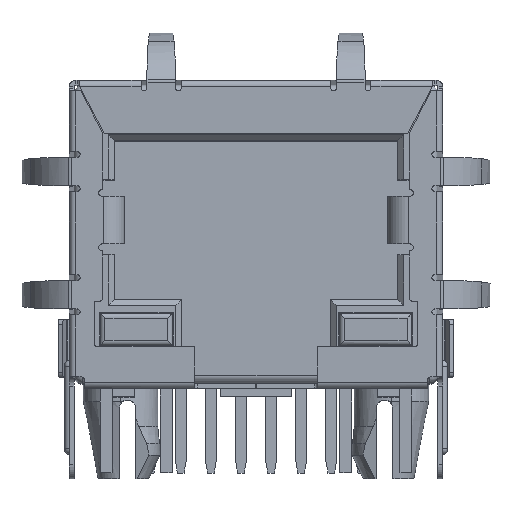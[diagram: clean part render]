
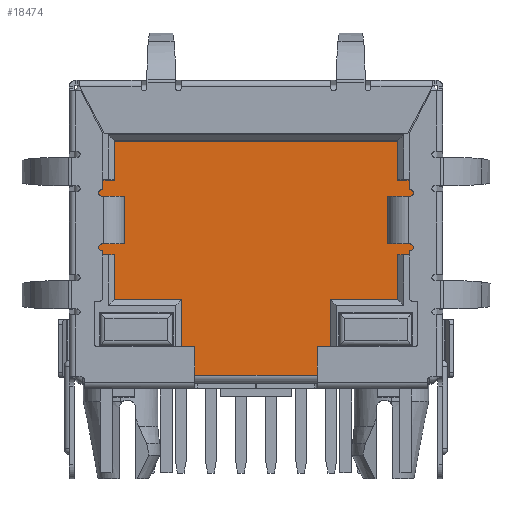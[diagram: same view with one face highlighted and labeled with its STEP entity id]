
A CAD part, top view. The second image highlights one B-rep face of the part: STEP entity #18474.
In plain terms, the highlighted planar face has unit normal (0, 0, 1).
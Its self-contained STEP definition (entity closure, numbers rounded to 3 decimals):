
#210 = LINE ( 'NONE', #15971, #17445 ) ;
#349 = EDGE_CURVE ( 'NONE', #7970, #14938, #17709, .T. ) ;
#1328 = DIRECTION ( 'NONE',  ( 1., 0., 0. ) ) ;
#1808 = EDGE_CURVE ( 'NONE', #8925, #6143, #14962, .T. ) ;
#1942 = CARTESIAN_POINT ( 'NONE',  ( -3.139, -2.575, -15.2 ) ) ;
#2457 = EDGE_CURVE ( 'NONE', #8200, #15983, #19826, .T. ) ;
#2499 = PLANE ( 'NONE',  #9214 ) ;
#2555 = ORIENTED_EDGE ( 'NONE', *, *, #7670, .T. ) ;
#2737 = CARTESIAN_POINT ( 'NONE',  ( -5.975, 2.488, -15.2 ) ) ;
#2791 = CARTESIAN_POINT ( 'NONE',  ( 5.975, -2.575, -15.2 ) ) ;
#2933 = CARTESIAN_POINT ( 'NONE',  ( -3.139, -5.775, -15.2 ) ) ;
#2948 = EDGE_CURVE ( 'NONE', #14319, #7970, #11104, .T. ) ;
#2966 = VERTEX_POINT ( 'NONE', #17665 ) ;
#3174 = VECTOR ( 'NONE', #13596, 1000. ) ;
#3297 = ORIENTED_EDGE ( 'NONE', *, *, #2457, .T. ) ;
#3310 = CARTESIAN_POINT ( 'NONE',  ( 3.139, -5.775, -15.2 ) ) ;
#3328 = DIRECTION ( 'NONE',  ( 0., 1., 0. ) ) ;
#3517 = ORIENTED_EDGE ( 'NONE', *, *, #13251, .T. ) ;
#3635 = ORIENTED_EDGE ( 'NONE', *, *, #3963, .T. ) ;
#3898 = LINE ( 'NONE', #2791, #13043 ) ;
#3923 = DIRECTION ( 'NONE',  ( 1., 0., 0. ) ) ;
#3963 = EDGE_CURVE ( 'NONE', #12717, #19262, #10804, .T. ) ;
#4082 = DIRECTION ( 'NONE',  ( -1., 0., 0. ) ) ;
#4096 = VECTOR ( 'NONE', #7672, 1000. ) ;
#4277 = ORIENTED_EDGE ( 'NONE', *, *, #19545, .T. ) ;
#4287 = LINE ( 'NONE', #14935, #13179 ) ;
#4602 = VECTOR ( 'NONE', #1328, 1000. ) ;
#4611 = EDGE_CURVE ( 'NONE', #6143, #12717, #210, .T. ) ;
#4809 = EDGE_LOOP ( 'NONE', ( #16909, #16043, #19788, #3517, #16078, #3297, #2555, #18320, #17494, #20204, #7332, #4277, #19485, #17576, #3635, #12092 ) ) ;
#5068 = DIRECTION ( 'NONE',  ( 0., -1., 0. ) ) ;
#5705 = VECTOR ( 'NONE', #6133, 1000. ) ;
#5831 = LINE ( 'NONE', #18841, #4602 ) ;
#5871 = DIRECTION ( 'NONE',  ( -1., 0., 0. ) ) ;
#6133 = DIRECTION ( 'NONE',  ( 0., 1., 0. ) ) ;
#6143 = VERTEX_POINT ( 'NONE', #19564 ) ;
#6423 = VECTOR ( 'NONE', #5068, 1000. ) ;
#6786 = CARTESIAN_POINT ( 'NONE',  ( -3.139, -5.775, -15.2 ) ) ;
#6978 = CARTESIAN_POINT ( 'NONE',  ( -6.943, 2.488, -15.2 ) ) ;
#7274 = VECTOR ( 'NONE', #16538, 1000. ) ;
#7300 = CARTESIAN_POINT ( 'NONE',  ( 6.943, -0.678, -15.2 ) ) ;
#7332 = ORIENTED_EDGE ( 'NONE', *, *, #18188, .T. ) ;
#7670 = EDGE_CURVE ( 'NONE', #15983, #17654, #15388, .T. ) ;
#7672 = DIRECTION ( 'NONE',  ( 0., 1., 0. ) ) ;
#7970 = VERTEX_POINT ( 'NONE', #2737 ) ;
#8200 = VERTEX_POINT ( 'NONE', #17843 ) ;
#8625 = DIRECTION ( 'NONE',  ( 0., -1., 0. ) ) ;
#8925 = VERTEX_POINT ( 'NONE', #7300 ) ;
#9118 = CARTESIAN_POINT ( 'NONE',  ( -5.975, 2.488, -15.2 ) ) ;
#9214 = AXIS2_PLACEMENT_3D ( 'NONE', #16906, #13537, #4082 ) ;
#9430 = EDGE_CURVE ( 'NONE', #18037, #8200, #4287, .T. ) ;
#9463 = CARTESIAN_POINT ( 'NONE',  ( 6.943, 2.488, -15.2 ) ) ;
#9633 = VERTEX_POINT ( 'NONE', #18541 ) ;
#9662 = CARTESIAN_POINT ( 'NONE',  ( 5.975, -0.678, -15.2 ) ) ;
#9814 = CARTESIAN_POINT ( 'NONE',  ( -5.975, 4.125, -15.2 ) ) ;
#10021 = DIRECTION ( 'NONE',  ( 0., -1., 0. ) ) ;
#10162 = EDGE_CURVE ( 'NONE', #11966, #18731, #19738, .T. ) ;
#10804 = LINE ( 'NONE', #12223, #3174 ) ;
#10831 = DIRECTION ( 'NONE',  ( 1., 0., 0. ) ) ;
#11104 = LINE ( 'NONE', #9814, #6423 ) ;
#11326 = EDGE_CURVE ( 'NONE', #17654, #11966, #15552, .T. ) ;
#11539 = CARTESIAN_POINT ( 'NONE',  ( 3.139, -2.575, -15.2 ) ) ;
#11843 = VECTOR ( 'NONE', #10831, 1000. ) ;
#11966 = VERTEX_POINT ( 'NONE', #3310 ) ;
#12092 = ORIENTED_EDGE ( 'NONE', *, *, #13328, .T. ) ;
#12223 = CARTESIAN_POINT ( 'NONE',  ( 5.975, 4.125, -15.2 ) ) ;
#12504 = VERTEX_POINT ( 'NONE', #14194 ) ;
#12543 = VECTOR ( 'NONE', #16997, 1000. ) ;
#12606 = DIRECTION ( 'NONE',  ( -1., 0., 0. ) ) ;
#12666 = CARTESIAN_POINT ( 'NONE',  ( -5.975, -0.678, -15.2 ) ) ;
#12717 = VERTEX_POINT ( 'NONE', #19520 ) ;
#12804 = FACE_OUTER_BOUND ( 'NONE', #4809, .T. ) ;
#13017 = VECTOR ( 'NONE', #3923, 1000. ) ;
#13043 = VECTOR ( 'NONE', #15428, 1000. ) ;
#13179 = VECTOR ( 'NONE', #10021, 1000. ) ;
#13251 = EDGE_CURVE ( 'NONE', #9633, #18037, #18864, .T. ) ;
#13328 = EDGE_CURVE ( 'NONE', #19262, #14319, #20368, .T. ) ;
#13537 = DIRECTION ( 'NONE',  ( 0., 0., -1. ) ) ;
#13596 = DIRECTION ( 'NONE',  ( 0., 1., 0. ) ) ;
#14194 = CARTESIAN_POINT ( 'NONE',  ( 5.975, -0.678, -15.2 ) ) ;
#14283 = LINE ( 'NONE', #9662, #17721 ) ;
#14319 = VERTEX_POINT ( 'NONE', #16892 ) ;
#14407 = DIRECTION ( 'NONE',  ( 0., -1., 0. ) ) ;
#14606 = CARTESIAN_POINT ( 'NONE',  ( 5.975, 4.125, -15.2 ) ) ;
#14887 = EDGE_CURVE ( 'NONE', #18731, #2966, #3898, .T. ) ;
#14935 = CARTESIAN_POINT ( 'NONE',  ( -5.975, -0.678, -15.2 ) ) ;
#14938 = VERTEX_POINT ( 'NONE', #15287 ) ;
#14962 = LINE ( 'NONE', #9463, #4096 ) ;
#14965 = CARTESIAN_POINT ( 'NONE',  ( -5.975, -2.575, -15.2 ) ) ;
#15287 = CARTESIAN_POINT ( 'NONE',  ( -6.943, 2.488, -15.2 ) ) ;
#15288 = VECTOR ( 'NONE', #8625, 1000. ) ;
#15388 = LINE ( 'NONE', #1942, #20259 ) ;
#15428 = DIRECTION ( 'NONE',  ( 1., 0., 0. ) ) ;
#15552 = LINE ( 'NONE', #2933, #11843 ) ;
#15971 = CARTESIAN_POINT ( 'NONE',  ( 5.975, 2.488, -15.2 ) ) ;
#15983 = VERTEX_POINT ( 'NONE', #17426 ) ;
#16043 = ORIENTED_EDGE ( 'NONE', *, *, #349, .T. ) ;
#16078 = ORIENTED_EDGE ( 'NONE', *, *, #9430, .T. ) ;
#16538 = DIRECTION ( 'NONE',  ( 1., 0., 0. ) ) ;
#16892 = CARTESIAN_POINT ( 'NONE',  ( -5.975, 4.125, -15.2 ) ) ;
#16906 = CARTESIAN_POINT ( 'NONE',  ( 0., 0., -15.2 ) ) ;
#16909 = ORIENTED_EDGE ( 'NONE', *, *, #2948, .T. ) ;
#16997 = DIRECTION ( 'NONE',  ( -1., 0., 0. ) ) ;
#17426 = CARTESIAN_POINT ( 'NONE',  ( -3.139, -2.575, -15.2 ) ) ;
#17445 = VECTOR ( 'NONE', #12606, 1000. ) ;
#17494 = ORIENTED_EDGE ( 'NONE', *, *, #10162, .T. ) ;
#17576 = ORIENTED_EDGE ( 'NONE', *, *, #4611, .T. ) ;
#17654 = VERTEX_POINT ( 'NONE', #6786 ) ;
#17665 = CARTESIAN_POINT ( 'NONE',  ( 5.975, -2.575, -15.2 ) ) ;
#17709 = LINE ( 'NONE', #9118, #19684 ) ;
#17721 = VECTOR ( 'NONE', #3328, 1000. ) ;
#17818 = CARTESIAN_POINT ( 'NONE',  ( -6.943, -0.678, -15.2 ) ) ;
#17843 = CARTESIAN_POINT ( 'NONE',  ( -5.975, -2.575, -15.2 ) ) ;
#18037 = VERTEX_POINT ( 'NONE', #12666 ) ;
#18188 = EDGE_CURVE ( 'NONE', #2966, #12504, #14283, .T. ) ;
#18243 = EDGE_CURVE ( 'NONE', #14938, #9633, #18439, .T. ) ;
#18320 = ORIENTED_EDGE ( 'NONE', *, *, #11326, .T. ) ;
#18439 = LINE ( 'NONE', #6978, #15288 ) ;
#18465 = CARTESIAN_POINT ( 'NONE',  ( 5.975, 4.125, -15.2 ) ) ;
#18474 = ADVANCED_FACE ( 'NONE', ( #12804 ), #2499, .F. ) ;
#18541 = CARTESIAN_POINT ( 'NONE',  ( -6.943, -0.678, -15.2 ) ) ;
#18731 = VERTEX_POINT ( 'NONE', #11539 ) ;
#18841 = CARTESIAN_POINT ( 'NONE',  ( 6.943, -0.678, -15.2 ) ) ;
#18864 = LINE ( 'NONE', #17818, #13017 ) ;
#19262 = VERTEX_POINT ( 'NONE', #14606 ) ;
#19485 = ORIENTED_EDGE ( 'NONE', *, *, #1808, .T. ) ;
#19520 = CARTESIAN_POINT ( 'NONE',  ( 5.975, 2.488, -15.2 ) ) ;
#19545 = EDGE_CURVE ( 'NONE', #12504, #8925, #5831, .T. ) ;
#19564 = CARTESIAN_POINT ( 'NONE',  ( 6.943, 2.488, -15.2 ) ) ;
#19684 = VECTOR ( 'NONE', #5871, 1000. ) ;
#19738 = LINE ( 'NONE', #20370, #5705 ) ;
#19788 = ORIENTED_EDGE ( 'NONE', *, *, #18243, .T. ) ;
#19826 = LINE ( 'NONE', #14965, #7274 ) ;
#20204 = ORIENTED_EDGE ( 'NONE', *, *, #14887, .T. ) ;
#20259 = VECTOR ( 'NONE', #14407, 1000. ) ;
#20368 = LINE ( 'NONE', #18465, #12543 ) ;
#20370 = CARTESIAN_POINT ( 'NONE',  ( 3.139, -2.575, -15.2 ) ) ;
